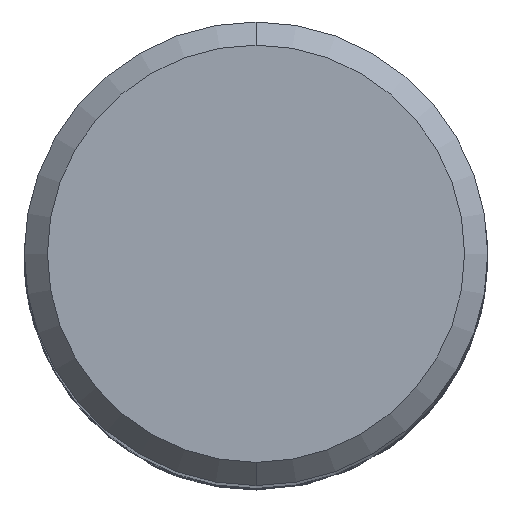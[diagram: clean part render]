
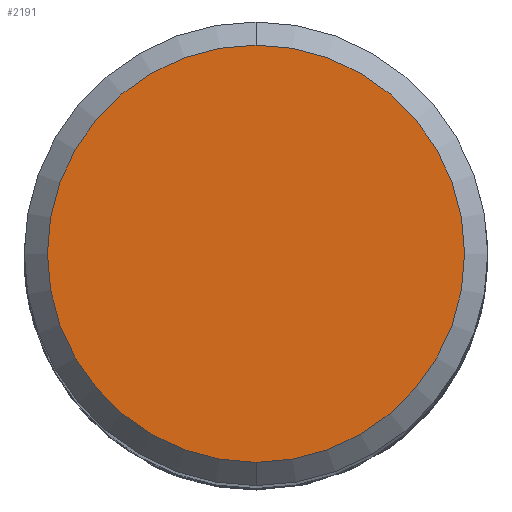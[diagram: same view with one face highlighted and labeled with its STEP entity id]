
A CAD part, top view. The second image highlights one B-rep face of the part: STEP entity #2191.
In plain terms, the highlighted planar face has unit normal (0, 0, 1).
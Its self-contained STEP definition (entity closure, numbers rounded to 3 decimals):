
#1133=EDGE_CURVE('',#1825,#2105,#3189,.T.);
#1825=VERTEX_POINT('',#3950);
#2105=VERTEX_POINT('',#4253);
#2191=ADVANCED_FACE('',(#4345),#4346,.T.);
#2955=EDGE_CURVE('',#2105,#1825,#5169,.T.);
#3189=CIRCLE('',#6210,7.2);
#3950=CARTESIAN_POINT('',(0.0,7.2,0.0));
#4253=CARTESIAN_POINT('',(0.,-7.2,0.0));
#4345=FACE_OUTER_BOUND('',#17351,.T.);
#4346=PLANE('',#17352);
#5169=CIRCLE('',#25707,7.2);
#6210=AXIS2_PLACEMENT_3D('',#26776,#26777,#26778);
#17351=EDGE_LOOP('',(#28030,#28031));
#17352=AXIS2_PLACEMENT_3D('',#28032,#28033,#28034);
#25707=AXIS2_PLACEMENT_3D('',#28840,#28841,#28842);
#26776=CARTESIAN_POINT('',(0.0,0.0,0.0));
#26777=DIRECTION('',(0.0,0.0,-1.0));
#26778=DIRECTION('',(0.0,1.0,0.0));
#28030=ORIENTED_EDGE('',*,*,#1133,.F.);
#28031=ORIENTED_EDGE('',*,*,#2955,.F.);
#28032=CARTESIAN_POINT('',(0.0,3.6,0.0));
#28033=DIRECTION('',(-0.0,0.0,1.0));
#28034=DIRECTION('',(0.0,-1.0,0.0));
#28840=CARTESIAN_POINT('',(0.0,0.0,0.0));
#28841=DIRECTION('',(0.0,0.0,-1.0));
#28842=DIRECTION('',(0.0,1.0,0.0));
